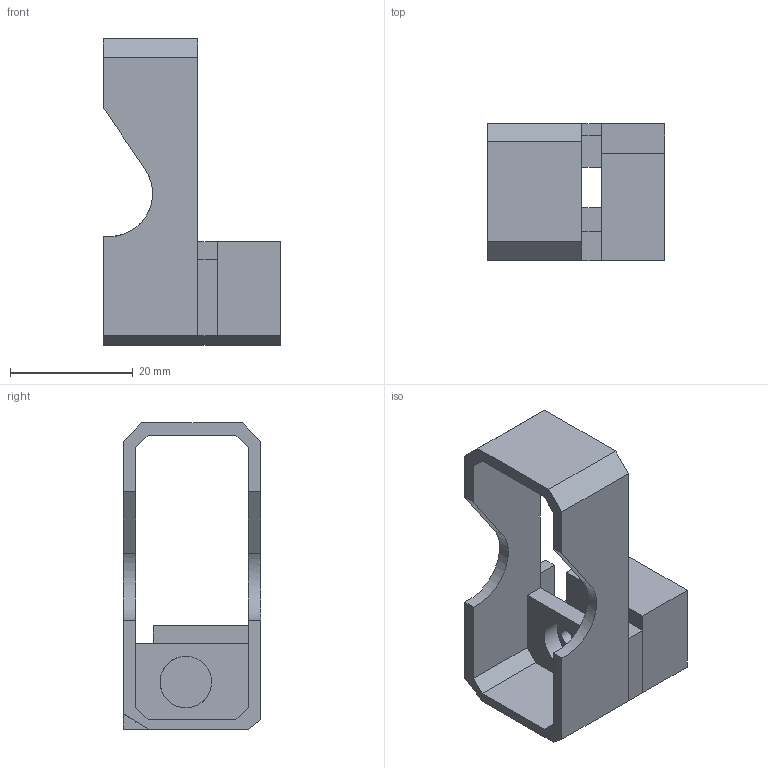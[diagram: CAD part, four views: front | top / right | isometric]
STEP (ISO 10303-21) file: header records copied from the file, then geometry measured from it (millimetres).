
FILE_DESCRIPTION(/* description */ (''),/* implementation_level */ '2;1');
FILE_NAME(/* name */ 'Camera triger sensor holder',/* time_stamp */ '2022-03-29T17:31:35+02:00',/* author */ (''),/* organization */ (''),/* preprocessor_version */ 'ST-DEVELOPER v16.5',/* originating_system */ '',/* authorisation */ '');
FILE_SCHEMA (('CONFIG_CONTROL_DESIGN','CONFIG_CONTROL_DESIGN'));
Length unit declared in the file: millimetre
Products named in the file (1): Document
Bounding box: 28.85 x 22.3 x 49.8 mm (x, y, z)
Volume: 7516.5 mm3; surface area: 6226.9 mm2
Topology: 1 solids, 1 shells, 58 faces, 159 edges, 99 vertices
Faces by surface type: bspline 58
Entity records: 4117 total; most frequent: CARTESIAN_POINT 1971, B_SPLINE_CURVE_WITH_KNOTS 442, ORIENTED_EDGE 318, PCURVE 318, DEFINITIONAL_REPRESENTATION 318, SURFACE_CURVE 159, EDGE_CURVE 159, VERTEX_POINT 99
